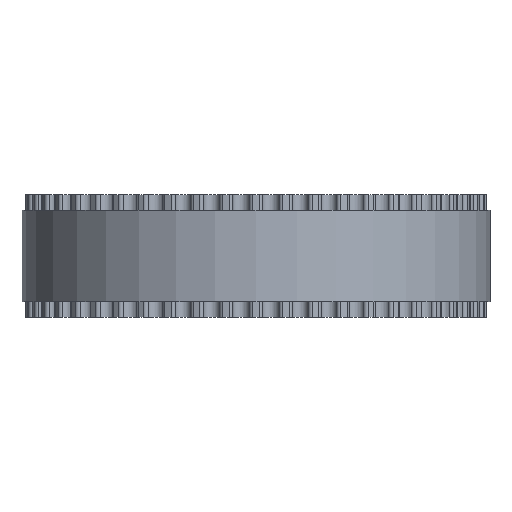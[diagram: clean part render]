
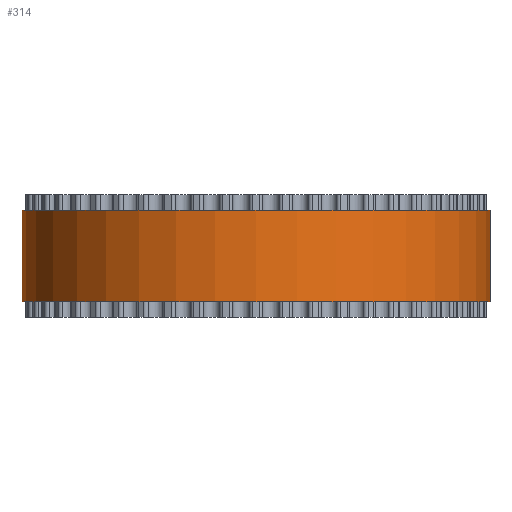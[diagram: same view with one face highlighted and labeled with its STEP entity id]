
A CAD part, front view. The second image highlights one B-rep face of the part: STEP entity #314.
In plain terms, the highlighted cylindrical face has radius 15.279 mm (diameter 30.558 mm), a full revolution.
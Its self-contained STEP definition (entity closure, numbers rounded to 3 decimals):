
#97=FACE_BOUND('',#896,.T.);
#98=FACE_BOUND('',#897,.T.);
#314=ADVANCED_FACE('',(#97,#98),#507,.T.);
#507=CYLINDRICAL_SURFACE('',#4367,15.279);
#896=EDGE_LOOP('',(#2434));
#897=EDGE_LOOP('',(#2435));
#2434=ORIENTED_EDGE('',*,*,#3398,.T.);
#2435=ORIENTED_EDGE('',*,*,#3399,.T.);
#2820=VERTEX_POINT('',#6880);
#2821=VERTEX_POINT('',#6882);
#3398=EDGE_CURVE('',#2820,#2820,#3784,.T.);
#3399=EDGE_CURVE('',#2821,#2821,#3785,.T.);
#3784=CIRCLE('',#4365,15.279);
#3785=CIRCLE('',#4366,15.279);
#4365=AXIS2_PLACEMENT_3D('',#6879,#5718,#5719);
#4366=AXIS2_PLACEMENT_3D('',#6881,#5720,#5721);
#4367=AXIS2_PLACEMENT_3D('',#6883,#5722,#5723);
#5718=DIRECTION('',(0.,0.,1.));
#5719=DIRECTION('',(1.,0.,0.));
#5720=DIRECTION('',(0.,0.,-1.));
#5721=DIRECTION('',(1.,0.,0.));
#5722=DIRECTION('',(0.,0.,1.));
#5723=DIRECTION('',(1.,0.,0.));
#6879=CARTESIAN_POINT('',(0.,0.,1.));
#6880=CARTESIAN_POINT('',(15.279,0.,1.));
#6881=CARTESIAN_POINT('',(0.,0.,7.));
#6882=CARTESIAN_POINT('',(15.279,0.,7.));
#6883=CARTESIAN_POINT('',(0.,0.,1.));
